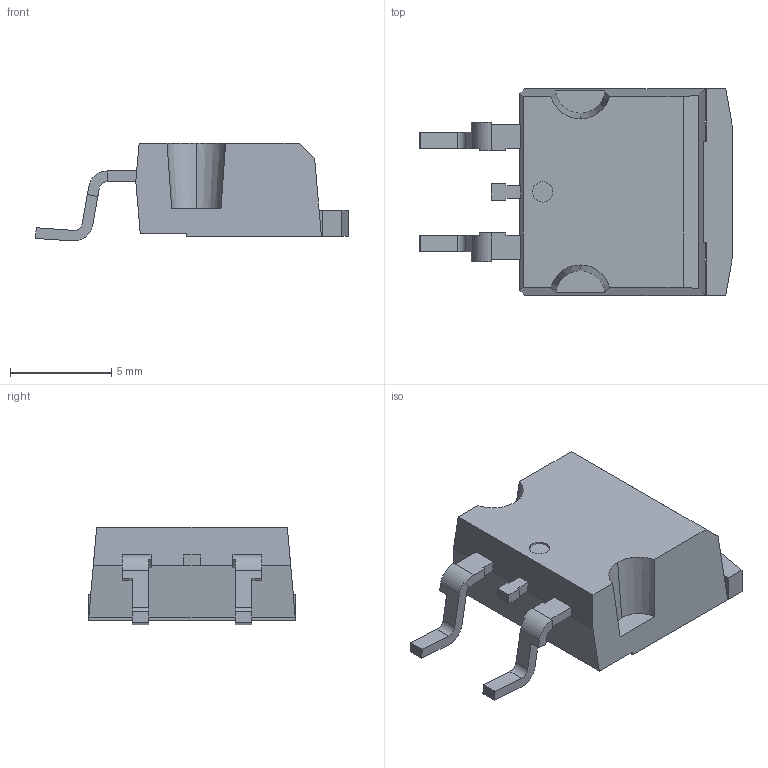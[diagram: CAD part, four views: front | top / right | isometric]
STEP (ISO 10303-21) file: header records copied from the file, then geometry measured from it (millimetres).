
FILE_DESCRIPTION(('FreeCAD Model'),'2;1');
FILE_NAME('Open CASCADE Shape Model','2022-09-26T15:52:33',( 'kicad StepUp'),('ksu MCAD'),'Open CASCADE STEP processor 7.5', 'FreeCAD','Unknown');
FILE_SCHEMA(('AUTOMOTIVE_DESIGN { 1 0 10303 214 1 1 1 1 }'));
Length unit declared in the file: millimetre
Products named in the file (1): MJB44H11T4_A005_cp
Bounding box: 15.43 x 10.2 x 4.83 mm (x, y, z)
Volume: 403.4 mm3; surface area: 586.1 mm2
Topology: 5 solids, 5 shells, 105 faces, 278 edges, 184 vertices
Faces by surface type: plane 91, cylinder 10, cone 4
Entity records: 4003 total; most frequent: CARTESIAN_POINT 580, ORIENTED_EDGE 556, DIRECTION 518, EDGE_CURVE 278, LINE 242, VECTOR 242, VERTEX_POINT 184, AXIS2_PLACEMENT_3D 138
